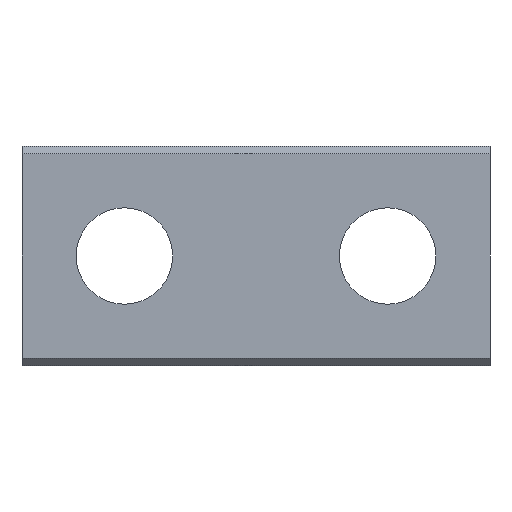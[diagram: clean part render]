
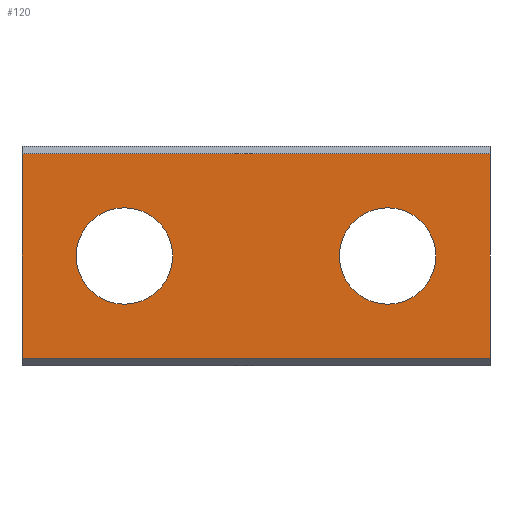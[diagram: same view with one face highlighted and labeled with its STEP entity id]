
A CAD part, front view. The second image highlights one B-rep face of the part: STEP entity #120.
In plain terms, the highlighted planar face has unit normal (0, -1, 0).
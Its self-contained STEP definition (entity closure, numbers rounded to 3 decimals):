
#105=FACE_BOUND('',#150,.T.);
#106=FACE_BOUND('',#151,.T.);
#107=FACE_BOUND('',#152,.T.);
#115=CIRCLE('',#321,3.3);
#116=CIRCLE('',#322,3.3);
#120=ADVANCED_FACE('',(#105,#106,#107),#132,.T.);
#132=PLANE('',#323);
#150=EDGE_LOOP('',(#171));
#151=EDGE_LOOP('',(#172));
#152=EDGE_LOOP('',(#173,#174,#175,#176));
#171=ORIENTED_EDGE('',*,*,#247,.T.);
#172=ORIENTED_EDGE('',*,*,#248,.T.);
#173=ORIENTED_EDGE('',*,*,#249,.T.);
#174=ORIENTED_EDGE('',*,*,#250,.T.);
#175=ORIENTED_EDGE('',*,*,#251,.F.);
#176=ORIENTED_EDGE('',*,*,#252,.T.);
#227=VERTEX_POINT('',#405);
#228=VERTEX_POINT('',#407);
#229=VERTEX_POINT('',#409);
#230=VERTEX_POINT('',#410);
#231=VERTEX_POINT('',#412);
#232=VERTEX_POINT('',#414);
#247=EDGE_CURVE('',#227,#227,#115,.T.);
#248=EDGE_CURVE('',#228,#228,#116,.T.);
#249=EDGE_CURVE('',#229,#230,#275,.T.);
#250=EDGE_CURVE('',#230,#231,#276,.T.);
#251=EDGE_CURVE('',#232,#231,#277,.T.);
#252=EDGE_CURVE('',#232,#229,#278,.T.);
#275=LINE('',#408,#299);
#276=LINE('',#411,#300);
#277=LINE('',#413,#301);
#278=LINE('',#415,#302);
#299=VECTOR('',#348,1.);
#300=VECTOR('',#349,1.);
#301=VECTOR('',#350,1.);
#302=VECTOR('',#351,1.);
#321=AXIS2_PLACEMENT_3D('',#404,#344,#345);
#322=AXIS2_PLACEMENT_3D('',#406,#346,#347);
#323=AXIS2_PLACEMENT_3D('',#416,#352,#353);
#344=DIRECTION('',(0.,1.,0.));
#345=DIRECTION('',(0.,0.,1.));
#346=DIRECTION('',(0.,1.,0.));
#347=DIRECTION('',(0.,0.,1.));
#348=DIRECTION('',(0.,0.,1.));
#349=DIRECTION('',(-1.,0.,0.));
#350=DIRECTION('',(0.,0.,1.));
#351=DIRECTION('',(1.,0.,0.));
#352=DIRECTION('',(0.,-1.,0.));
#353=DIRECTION('',(0.,0.,-1.));
#404=CARTESIAN_POINT('',(9.,0.,0.));
#405=CARTESIAN_POINT('',(9.,0.,3.3));
#406=CARTESIAN_POINT('',(-9.,0.,0.));
#407=CARTESIAN_POINT('',(-9.,0.,3.3));
#408=CARTESIAN_POINT('',(16.,0.,-7.5));
#409=CARTESIAN_POINT('',(16.,0.,-7.));
#410=CARTESIAN_POINT('',(16.,0.,7.));
#411=CARTESIAN_POINT('',(0.,0.,7.));
#412=CARTESIAN_POINT('',(-16.,0.,7.));
#413=CARTESIAN_POINT('',(-16.,0.,-7.5));
#414=CARTESIAN_POINT('',(-16.,0.,-7.));
#415=CARTESIAN_POINT('',(0.,0.,-7.));
#416=CARTESIAN_POINT('',(0.,0.,-7.5));
